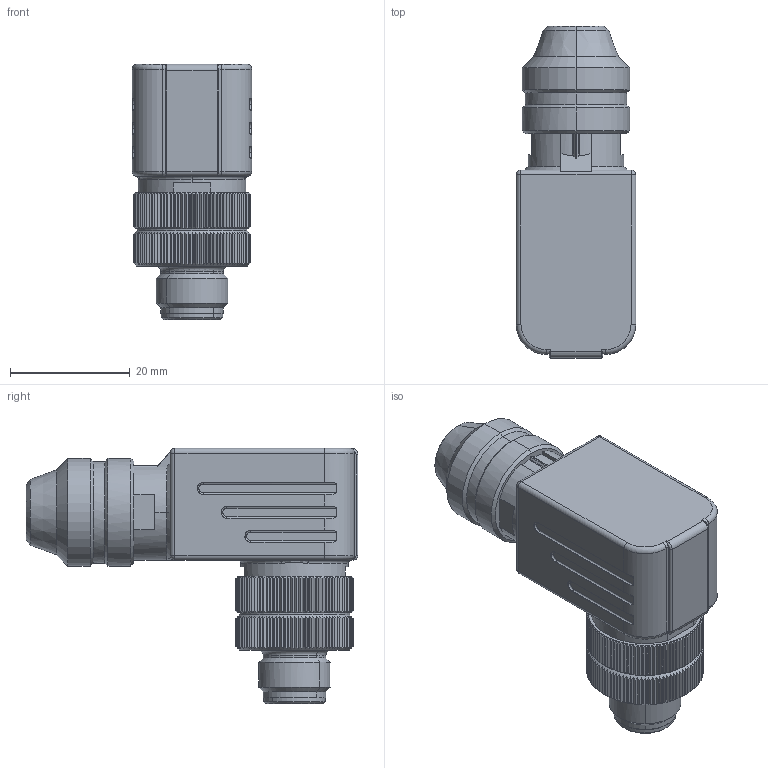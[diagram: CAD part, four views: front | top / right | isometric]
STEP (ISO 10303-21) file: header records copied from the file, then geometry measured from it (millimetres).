
FILE_DESCRIPTION(('CATIA V5 STEP Exchange','CAx-IF Rec.Pracs.--- Model Styling and Organization---1.4--- 2014-01-23'),'2;1');
FILE_NAME ('011813-3_0', '2020-11-05T10:11:37+00:00', ('none'), ('Weidmueller'), 'CATIA Version 5-6 Release 2016 SP3 HF44', 'CATIA V5 STEP AP214', 'none');
FILE_SCHEMA(('AUTOMOTIVE_DESIGN { 1 0 10303 214 1 1 1 1 }'));
Length unit declared in the file: millimetre
Products named in the file (1): 1344730000
Bounding box: 20 x 55.5 x 42.7 mm (x, y, z)
Volume: 21198.9 mm3; surface area: 7594.7 mm2
Topology: 2 solids, 2 shells, 1043 faces, 2653 edges, 1606 vertices
Faces by surface type: plane 462, cylinder 301, cone 230, torus 30, sphere 16, bspline 4
Entity records: 32713 total; most frequent: CARTESIAN_POINT 9795, ORIENTED_EDGE 5266, DIRECTION 3787, EDGE_CURVE 2633, AXIS2_PLACEMENT_3D 1890, VERTEX_POINT 1606, EDGE_LOOP 1065, ADVANCED_FACE 1043
